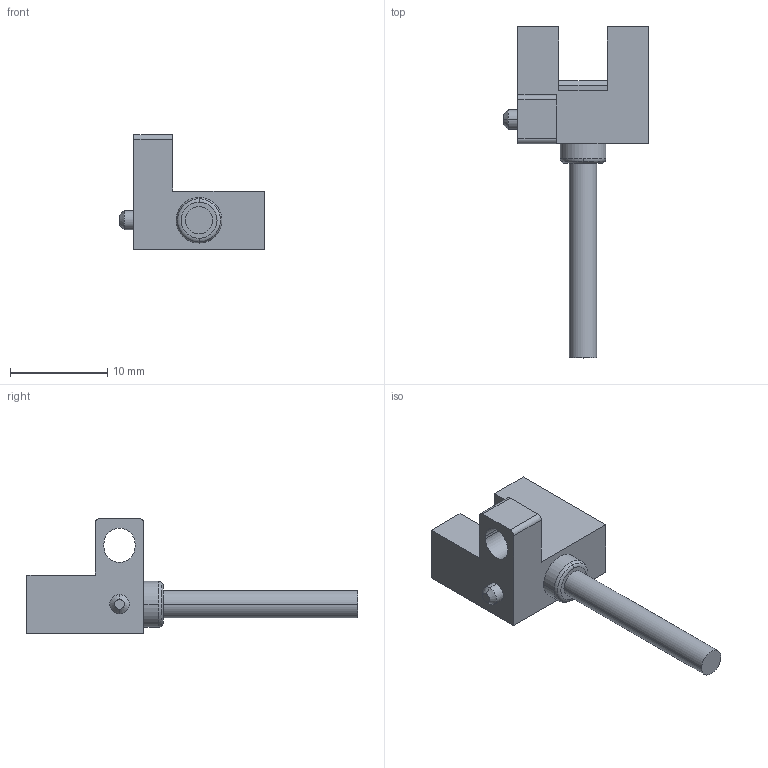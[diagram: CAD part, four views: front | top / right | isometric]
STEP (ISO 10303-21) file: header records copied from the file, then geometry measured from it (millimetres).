
FILE_DESCRIPTION((''),'2;1');
FILE_NAME('LU-F24N','2021-06-30T11:12:33',('Administrator'),(''),'CREO PARAMETRIC BY PTC INC, 2018400','CREO PARAMETRIC BY PTC INC, 2018400','');
FILE_SCHEMA(('CONFIG_CONTROL_DESIGN'));
Length unit declared in the file: millimetre
Products named in the file (1): LU-F24N
Bounding box: 14.95 x 34.1 x 11.8 mm (x, y, z)
Volume: 1032.5 mm3; surface area: 978.1 mm2
Topology: 1 solids, 1 shells, 117 faces, 316 edges, 211 vertices
Faces by surface type: plane 86, extrusion 15, cylinder 10, torus 4, cone 2
Entity records: 3730 total; most frequent: CARTESIAN_POINT 761, ORIENTED_EDGE 632, DIRECTION 538, EDGE_CURVE 316, VECTOR 268, LINE 253, VERTEX_POINT 211, AXIS2_PLACEMENT_3D 135
